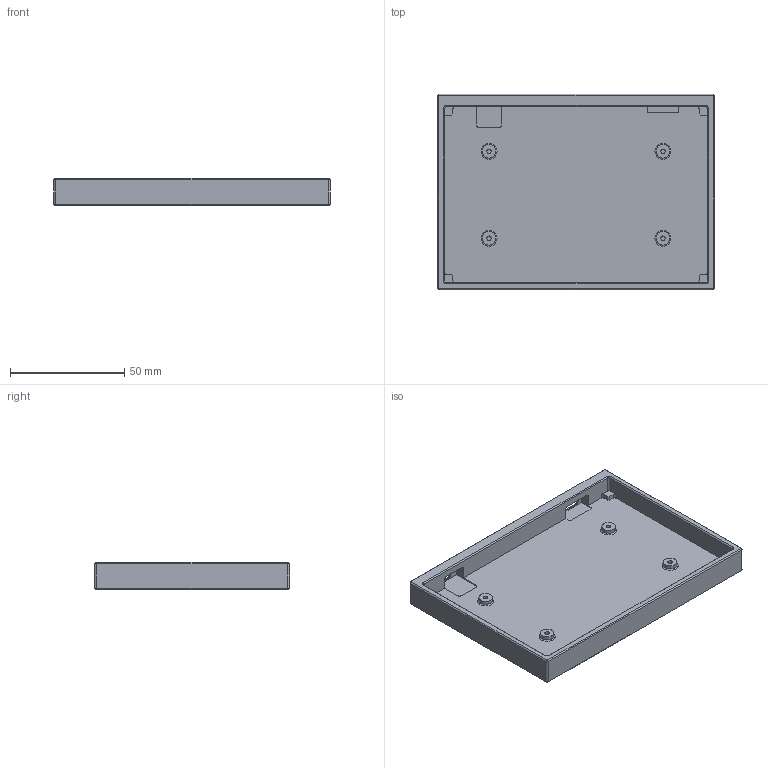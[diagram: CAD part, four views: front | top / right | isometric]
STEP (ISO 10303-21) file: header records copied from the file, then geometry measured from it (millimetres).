
FILE_DESCRIPTION(/* description */ (''),/* implementation_level */ '2;1');
FILE_NAME(/* name */ 'lskbd-low-body-right.step',/* time_stamp */ '2024-02-23T10:04:18+09:00',/* author */ (''),/* organization */ (''),/* preprocessor_version */ 'ST-DEVELOPER v20',/* originating_system */ 'Autodesk Translation Framework v12.20.1.177',/* authorisation */ '');
FILE_SCHEMA (('AUTOMOTIVE_DESIGN { 1 0 10303 214 3 1 1 }'));
Length unit declared in the file: millimetre
Products named in the file (1): lskbd-low
Bounding box: 121.3 x 85.54 x 11.9 mm (x, y, z)
Volume: 38898.4 mm3; surface area: 29440.9 mm2
Topology: 1 solids, 1 shells, 137 faces, 329 edges, 207 vertices
Faces by surface type: plane 71, cylinder 41, cone 21, torus 4
Full cylindrical faces by diameter (mm): 1.9 x4, 4.8 x1, 6 x4, 8.2 x4
Entity records: 4006 total; most frequent: DIRECTION 720, CARTESIAN_POINT 674, ORIENTED_EDGE 658, EDGE_CURVE 329, AXIS2_PLACEMENT_3D 253, LINE 214, VECTOR 214, VERTEX_POINT 207
